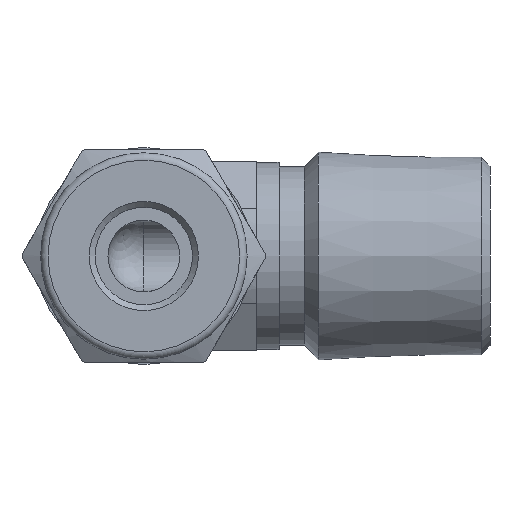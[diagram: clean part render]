
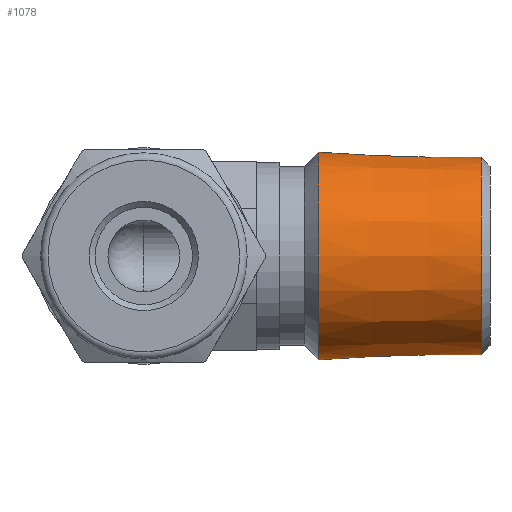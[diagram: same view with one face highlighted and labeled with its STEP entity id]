
A CAD part, left-side view. The second image highlights one B-rep face of the part: STEP entity #1078.
In plain terms, the highlighted conical face has half-angle 1.78 degrees and reference radius 6.817 mm.
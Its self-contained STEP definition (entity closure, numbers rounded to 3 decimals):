
#118=CIRCLE('',#1230,6.646);
#119=CIRCLE('',#1232,6.987);
#134=CONICAL_SURFACE('',#1231,6.817,0.031);
#199=FACE_OUTER_BOUND('',#275,.T.);
#275=EDGE_LOOP('',(#975,#976,#977,#978));
#348=LINE('',#1943,#419);
#419=VECTOR('',#1570,6.817);
#526=VERTEX_POINT('',#1937);
#527=VERTEX_POINT('',#1941);
#675=EDGE_CURVE('',#526,#526,#118,.T.);
#677=EDGE_CURVE('',#527,#527,#119,.T.);
#678=EDGE_CURVE('',#527,#526,#348,.T.);
#975=ORIENTED_EDGE('',*,*,#677,.F.);
#976=ORIENTED_EDGE('',*,*,#678,.T.);
#977=ORIENTED_EDGE('',*,*,#675,.T.);
#978=ORIENTED_EDGE('',*,*,#678,.F.);
#1078=ADVANCED_FACE('',(#199),#134,.T.);
#1230=AXIS2_PLACEMENT_3D('',#1938,#1563,#1564);
#1231=AXIS2_PLACEMENT_3D('',#1940,#1566,#1567);
#1232=AXIS2_PLACEMENT_3D('',#1942,#1568,#1569);
#1563=DIRECTION('center_axis',(0.,1.,0.));
#1564=DIRECTION('ref_axis',(1.,0.,0.));
#1566=DIRECTION('center_axis',(0.,1.,0.));
#1567=DIRECTION('ref_axis',(-1.,0.,0.));
#1568=DIRECTION('center_axis',(0.,1.,0.));
#1569=DIRECTION('ref_axis',(1.,0.,0.));
#1570=DIRECTION('',(-0.031,-1.,0.));
#1937=CARTESIAN_POINT('',(6.646,-22.714,0.));
#1938=CARTESIAN_POINT('Origin',(0.,-22.714,0.));
#1940=CARTESIAN_POINT('Origin',(0.,-17.234,0.));
#1941=CARTESIAN_POINT('',(6.987,-11.755,0.));
#1942=CARTESIAN_POINT('Origin',(0.,-11.755,0.));
#1943=CARTESIAN_POINT('',(6.817,-17.234,0.));
